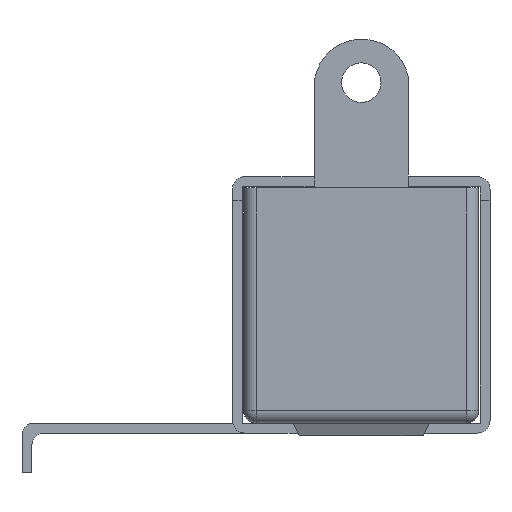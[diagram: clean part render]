
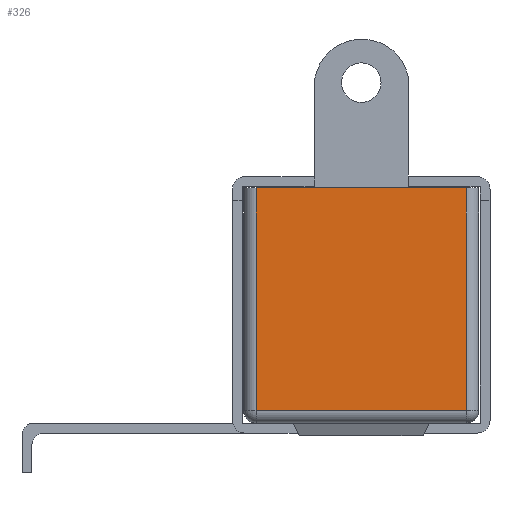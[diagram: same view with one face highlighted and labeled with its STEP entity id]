
A CAD part, left-side view. The second image highlights one B-rep face of the part: STEP entity #326.
In plain terms, the highlighted planar face has unit normal (-1, 0, 0).
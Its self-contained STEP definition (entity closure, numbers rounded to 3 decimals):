
#154 = CARTESIAN_POINT ( 'NONE',  ( -96.633, 2.079, 6.655 ) ) ;
#313 = CARTESIAN_POINT ( 'NONE',  ( -96.633, 3.079, 24.655 ) ) ;
#326 = ADVANCED_FACE ( 'NONE', ( #2219 ), #1844, .F. ) ;
#408 = EDGE_CURVE ( 'NONE', #1831, #1458, #849, .T. ) ;
#433 = LINE ( 'NONE', #154, #3183 ) ;
#437 = AXIS2_PLACEMENT_3D ( 'NONE', #1931, #1533, #3036 ) ;
#441 = CARTESIAN_POINT ( 'NONE',  ( -96.633, 20.079, 24.655 ) ) ;
#779 = LINE ( 'NONE', #4599, #4037 ) ;
#849 = LINE ( 'NONE', #4195, #4669 ) ;
#965 = DIRECTION ( 'NONE',  ( 0., 0., -1. ) ) ;
#1077 = DIRECTION ( 'NONE',  ( 0., -1., 0. ) ) ;
#1165 = ORIENTED_EDGE ( 'NONE', *, *, #408, .T. ) ;
#1281 = ORIENTED_EDGE ( 'NONE', *, *, #1286, .T. ) ;
#1286 = EDGE_CURVE ( 'NONE', #3377, #4081, #779, .T. ) ;
#1458 = VERTEX_POINT ( 'NONE', #313 ) ;
#1533 = DIRECTION ( 'NONE',  ( 1., 0., 0. ) ) ;
#1664 = DIRECTION ( 'NONE',  ( 0., -1., 0. ) ) ;
#1831 = VERTEX_POINT ( 'NONE', #3219 ) ;
#1844 = PLANE ( 'NONE',  #437 ) ;
#1931 = CARTESIAN_POINT ( 'NONE',  ( -96.633, 2.079, 24.655 ) ) ;
#1957 = EDGE_CURVE ( 'NONE', #3377, #1458, #4132, .T. ) ;
#2106 = CARTESIAN_POINT ( 'NONE',  ( -96.633, 20.079, 6.655 ) ) ;
#2170 = ORIENTED_EDGE ( 'NONE', *, *, #1957, .F. ) ;
#2190 = VECTOR ( 'NONE', #1077, 1000. ) ;
#2219 = FACE_OUTER_BOUND ( 'NONE', #3322, .T. ) ;
#2975 = ORIENTED_EDGE ( 'NONE', *, *, #3547, .T. ) ;
#3036 = DIRECTION ( 'NONE',  ( 0., 1., 0. ) ) ;
#3183 = VECTOR ( 'NONE', #1664, 1000. ) ;
#3219 = CARTESIAN_POINT ( 'NONE',  ( -96.633, 3.079, 6.655 ) ) ;
#3322 = EDGE_LOOP ( 'NONE', ( #1281, #2975, #1165, #2170 ) ) ;
#3377 = VERTEX_POINT ( 'NONE', #441 ) ;
#3547 = EDGE_CURVE ( 'NONE', #4081, #1831, #433, .T. ) ;
#4036 = DIRECTION ( 'NONE',  ( 0., 0., 1. ) ) ;
#4037 = VECTOR ( 'NONE', #965, 1000. ) ;
#4043 = CARTESIAN_POINT ( 'NONE',  ( -96.633, 2.079, 24.655 ) ) ;
#4081 = VERTEX_POINT ( 'NONE', #2106 ) ;
#4132 = LINE ( 'NONE', #4043, #2190 ) ;
#4195 = CARTESIAN_POINT ( 'NONE',  ( -96.633, 3.079, 24.655 ) ) ;
#4599 = CARTESIAN_POINT ( 'NONE',  ( -96.633, 20.079, 24.655 ) ) ;
#4669 = VECTOR ( 'NONE', #4036, 1000. ) ;
